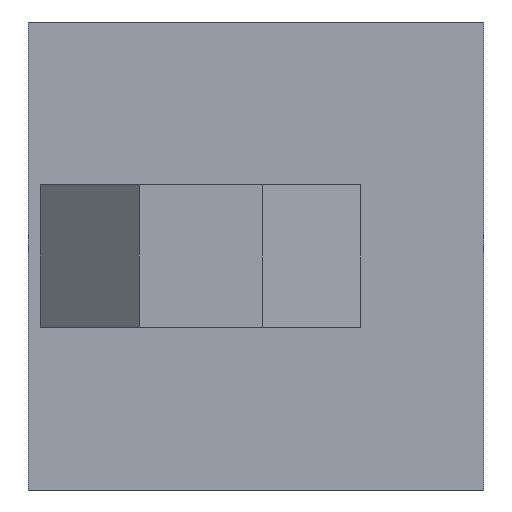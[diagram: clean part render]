
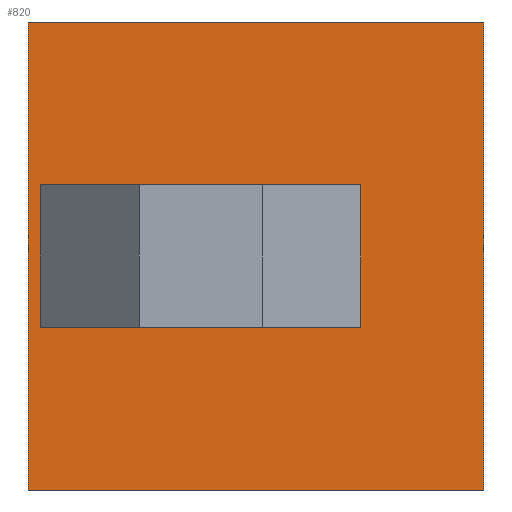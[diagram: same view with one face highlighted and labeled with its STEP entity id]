
A CAD part, left-side view. The second image highlights one B-rep face of the part: STEP entity #820.
In plain terms, the highlighted planar face has unit normal (-1, 0, 0).
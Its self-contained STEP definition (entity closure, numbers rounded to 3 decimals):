
#4 = ORIENTED_EDGE ( 'NONE', *, *, #647, .F. ) ;
#5 = ORIENTED_EDGE ( 'NONE', *, *, #644, .F. ) ;
#8 = ORIENTED_EDGE ( 'NONE', *, *, #640, .F. ) ;
#9 = ORIENTED_EDGE ( 'NONE', *, *, #641, .T. ) ;
#10 = ORIENTED_EDGE ( 'NONE', *, *, #643, .F. ) ;
#11 = ORIENTED_EDGE ( 'NONE', *, *, #639, .F. ) ;
#14 = ORIENTED_EDGE ( 'NONE', *, *, #642, .F. ) ;
#15 = ORIENTED_EDGE ( 'NONE', *, *, #645, .F. ) ;
#16 = ORIENTED_EDGE ( 'NONE', *, *, #638, .T. ) ;
#19 = ORIENTED_EDGE ( 'NONE', *, *, #646, .F. ) ;
#102 = CARTESIAN_POINT ( 'NONE',  ( 0., -18.5, 0. ) ) ;
#106 = CARTESIAN_POINT ( 'NONE',  ( 0., -10., 9.5 ) ) ;
#110 = CARTESIAN_POINT ( 'NONE',  ( 0., 0., 0. ) ) ;
#112 = CARTESIAN_POINT ( 'NONE',  ( 0., -18.5, 19. ) ) ;
#116 = CARTESIAN_POINT ( 'NONE',  ( 0., -7.5, 12. ) ) ;
#117 = CARTESIAN_POINT ( 'NONE',  ( 0., -10., 7. ) ) ;
#119 = CARTESIAN_POINT ( 'NONE',  ( 0., -6.5, 7. ) ) ;
#122 = CARTESIAN_POINT ( 'NONE',  ( 0., -4., 9.5 ) ) ;
#125 = CARTESIAN_POINT ( 'NONE',  ( 0., 0., 19. ) ) ;
#126 = CARTESIAN_POINT ( 'NONE',  ( 0., -4., 12. ) ) ;
#229 = AXIS2_PLACEMENT_3D ( 'NONE', #803, #798, #797 ) ;
#246 = AXIS2_PLACEMENT_3D ( 'NONE', #419, #418, #417 ) ;
#247 = AXIS2_PLACEMENT_3D ( 'NONE', #426, #425, #424 ) ;
#417 = DIRECTION ( 'NONE',  ( 0., -1., 0. ) ) ;
#418 = DIRECTION ( 'NONE',  ( -1., 0., 0. ) ) ;
#419 = CARTESIAN_POINT ( 'NONE',  ( 0., -6.5, 9.5 ) ) ;
#420 = CARTESIAN_POINT ( 'NONE',  ( 0., -4., 9.5 ) ) ;
#422 = DIRECTION ( 'NONE',  ( 0., 0., -1. ) ) ;
#423 = DIRECTION ( 'NONE',  ( 0., -1., 0. ) ) ;
#424 = DIRECTION ( 'NONE',  ( 0., 1., 0. ) ) ;
#425 = DIRECTION ( 'NONE',  ( -1., 0., 0. ) ) ;
#426 = CARTESIAN_POINT ( 'NONE',  ( 0., -7.5, 9.5 ) ) ;
#427 = CARTESIAN_POINT ( 'NONE',  ( 0., -10., 7. ) ) ;
#428 = CARTESIAN_POINT ( 'NONE',  ( 0., -6.5, 7. ) ) ;
#429 = DIRECTION ( 'NONE',  ( 0., 1., 0. ) ) ;
#430 = DIRECTION ( 'NONE',  ( 0., 0., 1. ) ) ;
#431 = CARTESIAN_POINT ( 'NONE',  ( 0., -4., 12. ) ) ;
#432 = DIRECTION ( 'NONE',  ( 0., 0., -1. ) ) ;
#433 = DIRECTION ( 'NONE',  ( 0., -1., 0. ) ) ;
#434 = DIRECTION ( 'NONE',  ( 0., 0., -1. ) ) ;
#435 = DIRECTION ( 'NONE',  ( 0., -1., 0. ) ) ;
#436 = CARTESIAN_POINT ( 'NONE',  ( 0., 0., 19. ) ) ;
#441 = CARTESIAN_POINT ( 'NONE',  ( 0., 0., 0. ) ) ;
#457 = CARTESIAN_POINT ( 'NONE',  ( 0., -18.5, 19. ) ) ;
#461 = CARTESIAN_POINT ( 'NONE',  ( 0., 0., 19. ) ) ;
#495 = EDGE_LOOP ( 'NONE', ( #14, #10, #5, #15, #19, #4 ) ) ;
#504 = EDGE_LOOP ( 'NONE', ( #16, #11, #8, #9 ) ) ;
#574 = VERTEX_POINT ( 'NONE', #126 ) ;
#575 = VERTEX_POINT ( 'NONE', #125 ) ;
#578 = VERTEX_POINT ( 'NONE', #122 ) ;
#581 = VERTEX_POINT ( 'NONE', #119 ) ;
#583 = VERTEX_POINT ( 'NONE', #117 ) ;
#584 = VERTEX_POINT ( 'NONE', #116 ) ;
#588 = VERTEX_POINT ( 'NONE', #112 ) ;
#590 = VERTEX_POINT ( 'NONE', #110 ) ;
#594 = VERTEX_POINT ( 'NONE', #106 ) ;
#599 = VERTEX_POINT ( 'NONE', #102 ) ;
#638 = EDGE_CURVE ( 'NONE', #590, #599, #1243, .T. ) ;
#639 = EDGE_CURVE ( 'NONE', #588, #599, #1237, .T. ) ;
#640 = EDGE_CURVE ( 'NONE', #575, #588, #1245, .T. ) ;
#641 = EDGE_CURVE ( 'NONE', #575, #590, #1247, .T. ) ;
#642 = EDGE_CURVE ( 'NONE', #584, #574, #1251, .T. ) ;
#643 = EDGE_CURVE ( 'NONE', #594, #584, #1249, .T. ) ;
#644 = EDGE_CURVE ( 'NONE', #583, #594, #1253, .T. ) ;
#645 = EDGE_CURVE ( 'NONE', #581, #583, #1255, .T. ) ;
#646 = EDGE_CURVE ( 'NONE', #578, #581, #1256, .T. ) ;
#647 = EDGE_CURVE ( 'NONE', #574, #578, #1258, .T. ) ;
#797 = DIRECTION ( 'NONE',  ( 0., 1., 0. ) ) ;
#798 = DIRECTION ( 'NONE',  ( 1., 0., 0. ) ) ;
#803 = CARTESIAN_POINT ( 'NONE',  ( 0., 0., 19. ) ) ;
#805 = PLANE ( 'NONE',  #229 ) ;
#820 = ADVANCED_FACE ( 'NONE', ( #1384, #1400 ), #805, .F. ) ;
#1237 = LINE ( 'NONE', #457, #1248 ) ;
#1243 = LINE ( 'NONE', #441, #1246 ) ;
#1245 = LINE ( 'NONE', #461, #1250 ) ;
#1246 = VECTOR ( 'NONE', #435, 1000. ) ;
#1247 = LINE ( 'NONE', #436, #1252 ) ;
#1248 = VECTOR ( 'NONE', #434, 1000. ) ;
#1249 = CIRCLE ( 'NONE', #247, 2.5 ) ;
#1250 = VECTOR ( 'NONE', #433, 1000. ) ;
#1251 = LINE ( 'NONE', #431, #1254 ) ;
#1252 = VECTOR ( 'NONE', #432, 1000. ) ;
#1253 = LINE ( 'NONE', #427, #1257 ) ;
#1254 = VECTOR ( 'NONE', #429, 1000. ) ;
#1255 = LINE ( 'NONE', #428, #1259 ) ;
#1256 = CIRCLE ( 'NONE', #246, 2.5 ) ;
#1257 = VECTOR ( 'NONE', #430, 1000. ) ;
#1258 = LINE ( 'NONE', #420, #1261 ) ;
#1259 = VECTOR ( 'NONE', #423, 1000. ) ;
#1261 = VECTOR ( 'NONE', #422, 1000. ) ;
#1384 = FACE_OUTER_BOUND ( 'NONE', #504, .T. ) ;
#1400 = FACE_BOUND ( 'NONE', #495, .T. ) ;
